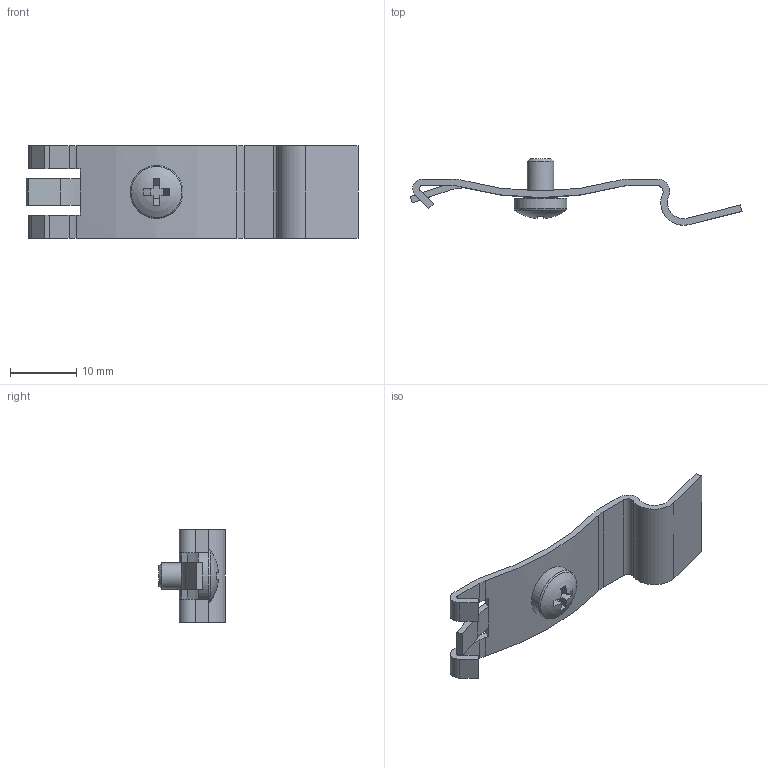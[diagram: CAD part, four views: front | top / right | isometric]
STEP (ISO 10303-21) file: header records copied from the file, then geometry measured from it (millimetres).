
FILE_DESCRIPTION( ( 'STEP AP214' ), ' ' );
FILE_NAME( '0227300600.stp', '2017-03-01T13:18:30', ( '' ), ( '' ), ' ', 'PARTsolutions', ' ' );
FILE_SCHEMA( ( 'AUTOMOTIVE_DESIGN { 1 0 10303 214 1 1 1 1 }' ) );
Length unit declared in the file: millimetre
Products named in the file (1): _0227300600
Bounding box: 50.24 x 10.08 x 14 mm (x, y, z)
Volume: 942.6 mm3; surface area: 1934 mm2
Topology: 1 solids, 1 shells, 66 faces, 177 edges, 116 vertices
Faces by surface type: plane 42, cylinder 20, torus 2, sphere 1, cone 1
Full cylindrical faces by diameter (mm): 4 x1, 8 x1
Entity records: 2673 total; most frequent: CARTESIAN_POINT 460, DIRECTION 359, ORIENTED_EDGE 338, EDGE_CURVE 169, AXIS2_PLACEMENT_3D 125, VERTEX_POINT 114, LINE 109, VECTOR 109
